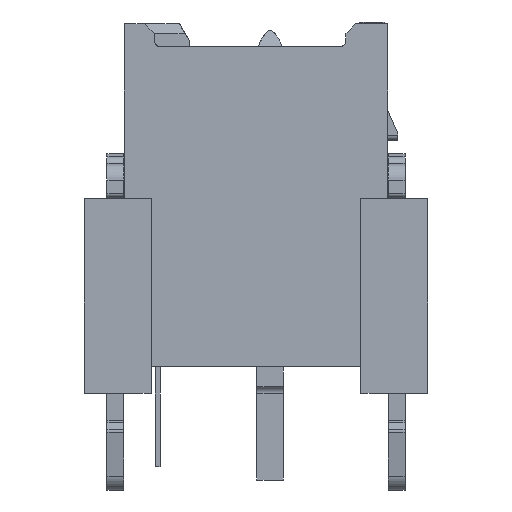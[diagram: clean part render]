
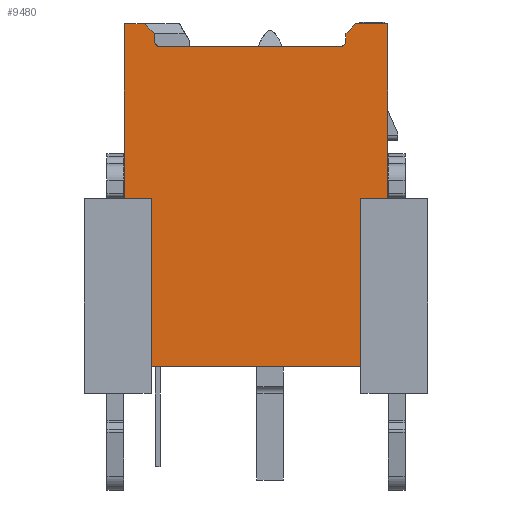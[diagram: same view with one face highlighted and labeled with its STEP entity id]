
A CAD part, left-side view. The second image highlights one B-rep face of the part: STEP entity #9480.
In plain terms, the highlighted planar face has unit normal (-1, 0, 0).
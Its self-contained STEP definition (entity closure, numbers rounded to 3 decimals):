
#4=DIRECTION('',(0.,0.,-1.));
#5=VECTOR('',#4,0.2);
#6=CARTESIAN_POINT('',(-8.55,3.475,-0.3));
#7=LINE('',#6,#5);
#12=DIRECTION('',(0.,-1.,0.));
#13=VECTOR('',#12,5.35);
#14=CARTESIAN_POINT('',(-8.55,3.275,-0.7));
#15=LINE('',#14,#13);
#19=DIRECTION('',(0.,0.,1.));
#20=VECTOR('',#19,0.2);
#21=CARTESIAN_POINT('',(-8.55,-2.275,-0.5));
#22=LINE('',#21,#20);
#26=DIRECTION('',(0.,-0.707,0.707));
#27=VECTOR('',#26,0.424);
#28=CARTESIAN_POINT('',(-8.55,-2.275,-0.3));
#29=LINE('',#28,#27);
#33=DIRECTION('',(0.,-1.,0.));
#34=VECTOR('',#33,0.95);
#35=CARTESIAN_POINT('',(-8.55,-2.575,0.));
#36=LINE('',#35,#34);
#40=DIRECTION('',(0.,0.,-1.));
#41=VECTOR('',#40,5.25);
#42=CARTESIAN_POINT('',(-8.55,-3.525,0.));
#43=LINE('',#42,#41);
#47=DIRECTION('',(0.,-1.,0.));
#48=VECTOR('',#47,0.8);
#49=CARTESIAN_POINT('',(-8.55,-2.725,-5.25));
#50=LINE('',#49,#48);
#54=DIRECTION('',(0.,0.,-1.));
#55=VECTOR('',#54,5.05);
#56=CARTESIAN_POINT('',(-8.55,-2.725,-5.25));
#57=LINE('',#56,#55);
#61=DIRECTION('',(0.,0.,1.));
#62=VECTOR('',#61,5.05);
#63=CARTESIAN_POINT('',(-8.55,3.575,-10.3));
#64=LINE('',#63,#62);
#68=DIRECTION('',(0.,1.,0.));
#69=VECTOR('',#68,0.8);
#70=CARTESIAN_POINT('',(-8.55,3.575,-5.25));
#71=LINE('',#70,#69);
#75=DIRECTION('',(0.,0.,1.));
#76=VECTOR('',#75,5.25);
#77=CARTESIAN_POINT('',(-8.55,4.375,-5.25));
#78=LINE('',#77,#76);
#82=DIRECTION('',(0.,-1.,0.));
#83=VECTOR('',#82,0.6);
#84=CARTESIAN_POINT('',(-8.55,4.375,0.));
#85=LINE('',#84,#83);
#89=DIRECTION('',(0.,0.707,0.707));
#90=VECTOR('',#89,0.424);
#91=CARTESIAN_POINT('',(-8.55,3.475,-0.3));
#92=LINE('',#91,#90);
#131=CARTESIAN_POINT('',(-8.55,3.275,-0.5));
#132=DIRECTION('',(1.,0.,0.));
#133=DIRECTION('',(0.,0.,-1.));
#134=AXIS2_PLACEMENT_3D('',#131,#132,#133);
#191=CARTESIAN_POINT('',(-8.55,-2.075,-0.5));
#192=DIRECTION('',(1.,0.,0.));
#193=DIRECTION('',(0.,-1.,0.));
#194=AXIS2_PLACEMENT_3D('',#191,#192,#193);
#650=DIRECTION('',(0.,1.,0.));
#651=VECTOR('',#650,6.3);
#652=CARTESIAN_POINT('',(-8.55,-2.725,-10.3));
#653=LINE('',#652,#651);
#7981=CARTESIAN_POINT('',(-8.55,-2.275,-0.3));
#7982=CARTESIAN_POINT('',(-8.55,-2.575,0.));
#7983=VERTEX_POINT('',#7981);
#7984=VERTEX_POINT('',#7982);
#7985=CARTESIAN_POINT('',(-8.55,-3.525,0.));
#7986=VERTEX_POINT('',#7985);
#7993=CARTESIAN_POINT('',(-8.55,4.375,0.));
#7995=VERTEX_POINT('',#7993);
#8005=CARTESIAN_POINT('',(-8.55,4.375,-5.25));
#8006=VERTEX_POINT('',#8005);
#8011=CARTESIAN_POINT('',(-8.55,3.575,-5.25));
#8012=VERTEX_POINT('',#8011);
#8013=CARTESIAN_POINT('',(-8.55,-2.725,-5.25));
#8014=CARTESIAN_POINT('',(-8.55,-3.525,-5.25));
#8015=VERTEX_POINT('',#8013);
#8016=VERTEX_POINT('',#8014);
#8265=CARTESIAN_POINT('',(-8.55,-2.275,-0.5));
#8267=VERTEX_POINT('',#8265);
#8269=CARTESIAN_POINT('',(-8.55,-2.075,-0.7));
#8271=VERTEX_POINT('',#8269);
#8273=CARTESIAN_POINT('',(-8.55,3.275,-0.7));
#8275=VERTEX_POINT('',#8273);
#8277=CARTESIAN_POINT('',(-8.55,3.475,-0.5));
#8279=VERTEX_POINT('',#8277);
#9377=CARTESIAN_POINT('',(-8.55,3.475,-0.3));
#9378=CARTESIAN_POINT('',(-8.55,3.775,0.));
#9379=VERTEX_POINT('',#9377);
#9380=VERTEX_POINT('',#9378);
#9437=CARTESIAN_POINT('',(-8.55,-2.725,-10.3));
#9438=VERTEX_POINT('',#9437);
#9439=CARTESIAN_POINT('',(-8.55,3.575,-10.3));
#9440=VERTEX_POINT('',#9439);
#9441=CARTESIAN_POINT('',(-8.55,0.,0.));
#9442=DIRECTION('',(1.,0.,0.));
#9443=DIRECTION('',(0.,0.,-1.));
#9444=AXIS2_PLACEMENT_3D('',#9441,#9442,#9443);
#9445=PLANE('',#9444);
#9447=ORIENTED_EDGE('',*,*,#9446,.T.);
#9449=ORIENTED_EDGE('',*,*,#9448,.F.);
#9451=ORIENTED_EDGE('',*,*,#9450,.T.);
#9453=ORIENTED_EDGE('',*,*,#9452,.F.);
#9455=ORIENTED_EDGE('',*,*,#9454,.T.);
#9457=ORIENTED_EDGE('',*,*,#9456,.T.);
#9459=ORIENTED_EDGE('',*,*,#9458,.T.);
#9461=ORIENTED_EDGE('',*,*,#9460,.T.);
#9463=ORIENTED_EDGE('',*,*,#9462,.F.);
#9465=ORIENTED_EDGE('',*,*,#9464,.T.);
#9467=ORIENTED_EDGE('',*,*,#9466,.T.);
#9469=ORIENTED_EDGE('',*,*,#9468,.T.);
#9471=ORIENTED_EDGE('',*,*,#9470,.T.);
#9473=ORIENTED_EDGE('',*,*,#9472,.T.);
#9475=ORIENTED_EDGE('',*,*,#9474,.T.);
#9477=ORIENTED_EDGE('',*,*,#9476,.F.);
#9478=EDGE_LOOP('',(#9447,#9449,#9451,#9453,#9455,#9457,#9459,#9461,#9463,#9465,
#9467,#9469,#9471,#9473,#9475,#9477));
#9479=FACE_OUTER_BOUND('',#9478,.F.);
#135=CIRCLE('',#134,0.2);
#195=CIRCLE('',#194,0.2);
#9446=EDGE_CURVE('',#9379,#8279,#7,.T.);
#9448=EDGE_CURVE('',#8275,#8279,#135,.T.);
#9450=EDGE_CURVE('',#8275,#8271,#15,.T.);
#9452=EDGE_CURVE('',#8267,#8271,#195,.T.);
#9454=EDGE_CURVE('',#8267,#7983,#22,.T.);
#9456=EDGE_CURVE('',#7983,#7984,#29,.T.);
#9458=EDGE_CURVE('',#7984,#7986,#36,.T.);
#9460=EDGE_CURVE('',#7986,#8016,#43,.T.);
#9462=EDGE_CURVE('',#8015,#8016,#50,.T.);
#9464=EDGE_CURVE('',#8015,#9438,#57,.T.);
#9466=EDGE_CURVE('',#9438,#9440,#653,.T.);
#9468=EDGE_CURVE('',#9440,#8012,#64,.T.);
#9470=EDGE_CURVE('',#8012,#8006,#71,.T.);
#9472=EDGE_CURVE('',#8006,#7995,#78,.T.);
#9474=EDGE_CURVE('',#7995,#9380,#85,.T.);
#9476=EDGE_CURVE('',#9379,#9380,#92,.T.);
#9480=ADVANCED_FACE('',(#9479),#9445,.F.);
